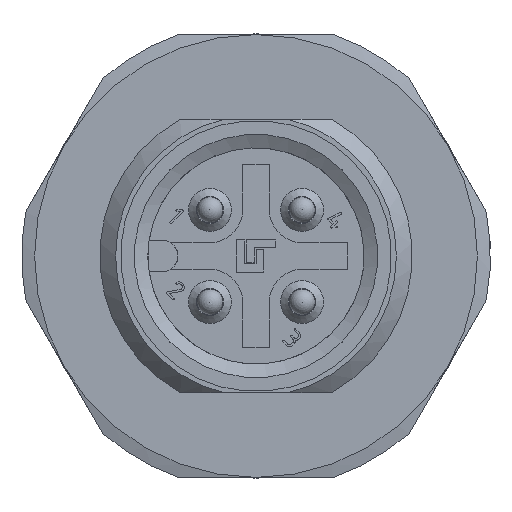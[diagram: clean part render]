
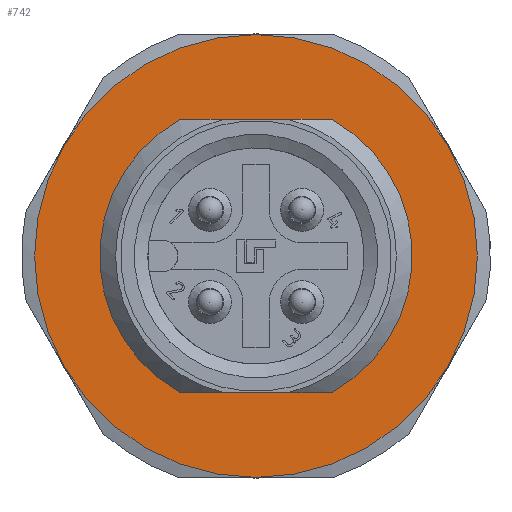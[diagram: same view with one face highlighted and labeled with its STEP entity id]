
A CAD part, left-side view. The second image highlights one B-rep face of the part: STEP entity #742.
In plain terms, the highlighted planar face has unit normal (-1, 0, 0).
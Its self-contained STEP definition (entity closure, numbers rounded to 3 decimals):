
#254=FACE_BOUND('',#1430,.T.);
#255=FACE_BOUND('',#1431,.T.);
#742=ADVANCED_FACE('',(#254,#255),#978,.T.);
#978=PLANE('',#5256);
#1430=EDGE_LOOP('',(#2292,#2293,#2294,#2295));
#1431=EDGE_LOOP('',(#2296,#2297,#2298,#2299,#2300,#2301));
#1758=CIRCLE('',#5187,5.55);
#1759=CIRCLE('',#5189,5.55);
#1794=CIRCLE('',#5250,8.5);
#1795=CIRCLE('',#5251,8.5);
#1796=CIRCLE('',#5252,8.5);
#1797=CIRCLE('',#5253,8.5);
#1798=CIRCLE('',#5254,8.5);
#1799=CIRCLE('',#5255,8.5);
#2292=ORIENTED_EDGE('',*,*,#3978,.T.);
#2293=ORIENTED_EDGE('',*,*,#4044,.F.);
#2294=ORIENTED_EDGE('',*,*,#3976,.T.);
#2295=ORIENTED_EDGE('',*,*,#4045,.T.);
#2296=ORIENTED_EDGE('',*,*,#4046,.T.);
#2297=ORIENTED_EDGE('',*,*,#4047,.T.);
#2298=ORIENTED_EDGE('',*,*,#4048,.T.);
#2299=ORIENTED_EDGE('',*,*,#4049,.T.);
#2300=ORIENTED_EDGE('',*,*,#4050,.T.);
#2301=ORIENTED_EDGE('',*,*,#4051,.T.);
#3450=VERTEX_POINT('',#7856);
#3452=VERTEX_POINT('',#7872);
#3453=VERTEX_POINT('',#7885);
#3454=VERTEX_POINT('',#7887);
#3498=VERTEX_POINT('',#8122);
#3499=VERTEX_POINT('',#8123);
#3500=VERTEX_POINT('',#8125);
#3501=VERTEX_POINT('',#8127);
#3502=VERTEX_POINT('',#8129);
#3503=VERTEX_POINT('',#8131);
#3976=EDGE_CURVE('',#3450,#3452,#1758,.T.);
#3978=EDGE_CURVE('',#3454,#3453,#1759,.T.);
#4044=EDGE_CURVE('',#3450,#3453,#4575,.T.);
#4045=EDGE_CURVE('',#3452,#3454,#4576,.T.);
#4046=EDGE_CURVE('',#3498,#3499,#1794,.T.);
#4047=EDGE_CURVE('',#3499,#3500,#1795,.T.);
#4048=EDGE_CURVE('',#3500,#3501,#1796,.T.);
#4049=EDGE_CURVE('',#3501,#3502,#1797,.T.);
#4050=EDGE_CURVE('',#3502,#3503,#1798,.T.);
#4051=EDGE_CURVE('',#3503,#3498,#1799,.T.);
#4575=LINE('',#8119,#4849);
#4576=LINE('',#8120,#4850);
#4849=VECTOR('',#5994,1.);
#4850=VECTOR('',#5995,1.);
#5187=AXIS2_PLACEMENT_3D('',#7873,#5852,#5853);
#5189=AXIS2_PLACEMENT_3D('',#7886,#5856,#5857);
#5250=AXIS2_PLACEMENT_3D('',#8121,#5996,#5997);
#5251=AXIS2_PLACEMENT_3D('',#8124,#5998,#5999);
#5252=AXIS2_PLACEMENT_3D('',#8126,#6000,#6001);
#5253=AXIS2_PLACEMENT_3D('',#8128,#6002,#6003);
#5254=AXIS2_PLACEMENT_3D('',#8130,#6004,#6005);
#5255=AXIS2_PLACEMENT_3D('',#8132,#6006,#6007);
#5256=AXIS2_PLACEMENT_3D('',#8133,#6008,#6009);
#5852=DIRECTION('',(1.,0.,0.));
#5853=DIRECTION('',(0.,1.,0.));
#5856=DIRECTION('',(1.,0.,0.));
#5857=DIRECTION('',(0.,1.,0.));
#5994=DIRECTION('',(0.,1.,0.));
#5995=DIRECTION('',(0.,1.,0.));
#5996=DIRECTION('',(-1.,0.,0.));
#5997=DIRECTION('',(0.,1.,0.));
#5998=DIRECTION('',(-1.,0.,0.));
#5999=DIRECTION('',(0.,1.,0.));
#6000=DIRECTION('',(-1.,0.,0.));
#6001=DIRECTION('',(0.,1.,0.));
#6002=DIRECTION('',(-1.,0.,0.));
#6003=DIRECTION('',(0.,1.,0.));
#6004=DIRECTION('',(-1.,0.,0.));
#6005=DIRECTION('',(0.,1.,0.));
#6006=DIRECTION('',(-1.,0.,0.));
#6007=DIRECTION('',(0.,1.,0.));
#6008=DIRECTION('',(-1.,0.,0.));
#6009=DIRECTION('',(0.,1.,0.));
#7856=CARTESIAN_POINT('',(10.,-1.8,5.25));
#7872=CARTESIAN_POINT('',(10.,-1.8,-5.25));
#7873=CARTESIAN_POINT('',(10.,0.,0.));
#7885=CARTESIAN_POINT('',(10.,1.8,5.25));
#7886=CARTESIAN_POINT('',(10.,0.,0.));
#7887=CARTESIAN_POINT('',(10.,1.8,-5.25));
#8119=CARTESIAN_POINT('',(10.,-2.905,5.25));
#8120=CARTESIAN_POINT('',(10.,-2.905,-5.25));
#8121=CARTESIAN_POINT('',(10.,0.,0.));
#8122=CARTESIAN_POINT('',(10.,-7.361,4.25));
#8123=CARTESIAN_POINT('',(10.,0.,8.5));
#8124=CARTESIAN_POINT('',(10.,0.,0.));
#8125=CARTESIAN_POINT('',(10.,7.361,4.25));
#8126=CARTESIAN_POINT('',(10.,0.,0.));
#8127=CARTESIAN_POINT('',(10.,7.361,-4.25));
#8128=CARTESIAN_POINT('',(10.,0.,0.));
#8129=CARTESIAN_POINT('',(10.,0.,-8.5));
#8130=CARTESIAN_POINT('',(10.,0.,0.));
#8131=CARTESIAN_POINT('',(10.,-7.361,-4.25));
#8132=CARTESIAN_POINT('',(10.,0.,0.));
#8133=CARTESIAN_POINT('',(10.,0.,0.));
